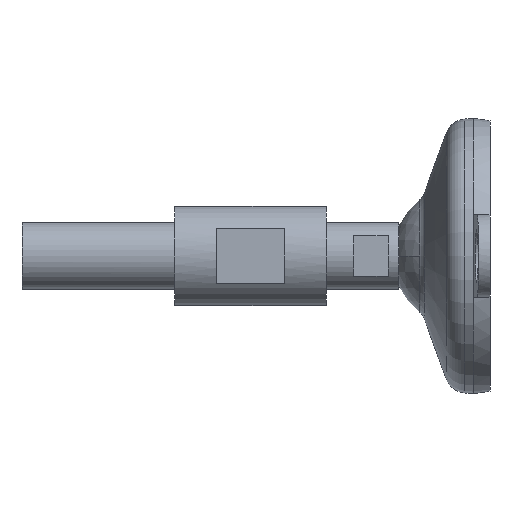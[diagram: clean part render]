
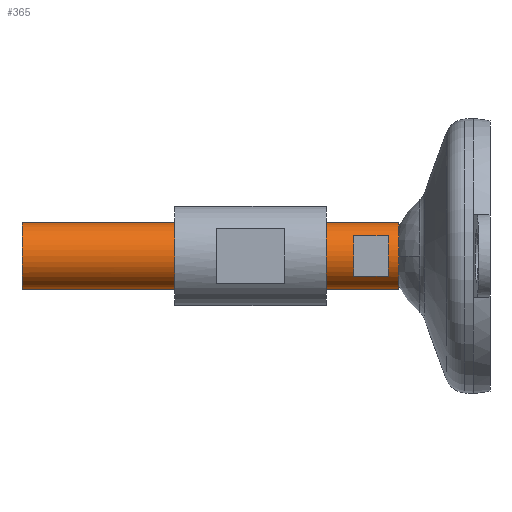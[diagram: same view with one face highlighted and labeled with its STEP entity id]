
A CAD part, left-side view. The second image highlights one B-rep face of the part: STEP entity #365.
In plain terms, the highlighted cylindrical face has radius 12 mm (diameter 24 mm), a partial arc.
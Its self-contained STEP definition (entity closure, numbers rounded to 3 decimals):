
#90 = VERTEX_POINT ( 'NONE', #1685 ) ;
#94 = CARTESIAN_POINT ( 'NONE',  ( 0., 0., 0. ) ) ;
#103 = ORIENTED_EDGE ( 'NONE', *, *, #916, .T. ) ;
#112 = CARTESIAN_POINT ( 'NONE',  ( 0., 49.5, 0. ) ) ;
#113 = EDGE_CURVE ( 'NONE', #1057, #444, #137, .T. ) ;
#122 = LINE ( 'NONE', #643, #979 ) ;
#137 = LINE ( 'NONE', #768, #1217 ) ;
#154 = AXIS2_PLACEMENT_3D ( 'NONE', #398, #1314, #1590 ) ;
#214 = VECTOR ( 'NONE', #752, 1000. ) ;
#234 = DIRECTION ( 'NONE',  ( 0., -1., 0. ) ) ;
#236 = EDGE_CURVE ( 'NONE', #444, #300, #513, .T. ) ;
#300 = VERTEX_POINT ( 'NONE', #942 ) ;
#327 = EDGE_LOOP ( 'NONE', ( #1242, #885, #1542, #661 ) ) ;
#357 = EDGE_CURVE ( 'NONE', #1055, #1346, #402, .T. ) ;
#365 = ADVANCED_FACE ( 'NONE', ( #995, #863 ), #1241, .T. ) ;
#387 = CARTESIAN_POINT ( 'NONE',  ( 0., 170., 0. ) ) ;
#398 = CARTESIAN_POINT ( 'NONE',  ( 0., 33.078, 0. ) ) ;
#402 = CIRCLE ( 'NONE', #1166, 12. ) ;
#419 = LINE ( 'NONE', #1336, #1223 ) ;
#444 = VERTEX_POINT ( 'NONE', #720 ) ;
#474 = EDGE_CURVE ( 'NONE', #90, #300, #122, .T. ) ;
#501 = DIRECTION ( 'NONE',  ( 0., -1., 0. ) ) ;
#513 = CIRCLE ( 'NONE', #154, 12. ) ;
#541 = AXIS2_PLACEMENT_3D ( 'NONE', #387, #501, #1027 ) ;
#590 = AXIS2_PLACEMENT_3D ( 'NONE', #94, #611, #1370 ) ;
#593 = CARTESIAN_POINT ( 'NONE',  ( -9.5, 37., 7.331 ) ) ;
#611 = DIRECTION ( 'NONE',  ( 0., -1., 0. ) ) ;
#629 = DIRECTION ( 'NONE',  ( 0., -1., 0. ) ) ;
#643 = CARTESIAN_POINT ( 'NONE',  ( 0., 0., -12. ) ) ;
#661 = ORIENTED_EDGE ( 'NONE', *, *, #236, .F. ) ;
#697 = CARTESIAN_POINT ( 'NONE',  ( 0., 37., 0. ) ) ;
#720 = CARTESIAN_POINT ( 'NONE',  ( 0., 33.078, 12. ) ) ;
#752 = DIRECTION ( 'NONE',  ( 0., 1., 0. ) ) ;
#757 = CIRCLE ( 'NONE', #541, 12. ) ;
#768 = CARTESIAN_POINT ( 'NONE',  ( 0., 0., 12. ) ) ;
#772 = EDGE_CURVE ( 'NONE', #955, #1055, #419, .T. ) ;
#861 = CARTESIAN_POINT ( 'NONE',  ( -9.5, 0., -7.331 ) ) ;
#863 = FACE_BOUND ( 'NONE', #1622, .T. ) ;
#878 = CARTESIAN_POINT ( 'NONE',  ( 0., 170., 12. ) ) ;
#885 = ORIENTED_EDGE ( 'NONE', *, *, #1618, .T. ) ;
#887 = DIRECTION ( 'NONE',  ( 0., 1., 0. ) ) ;
#916 = EDGE_CURVE ( 'NONE', #1346, #1598, #1247, .T. ) ;
#927 = EDGE_CURVE ( 'NONE', #1598, #955, #1472, .T. ) ;
#938 = CARTESIAN_POINT ( 'NONE',  ( -9.5, 37., -7.331 ) ) ;
#942 = CARTESIAN_POINT ( 'NONE',  ( 0., 33.078, -12. ) ) ;
#955 = VERTEX_POINT ( 'NONE', #1288 ) ;
#979 = VECTOR ( 'NONE', #629, 1000. ) ;
#995 = FACE_OUTER_BOUND ( 'NONE', #327, .T. ) ;
#1005 = DIRECTION ( 'NONE',  ( 0., 0., -1. ) ) ;
#1027 = DIRECTION ( 'NONE',  ( 0., 0., -1. ) ) ;
#1030 = DIRECTION ( 'NONE',  ( 0., 0., 1. ) ) ;
#1049 = CARTESIAN_POINT ( 'NONE',  ( -9.5, 49.5, -7.331 ) ) ;
#1055 = VERTEX_POINT ( 'NONE', #593 ) ;
#1057 = VERTEX_POINT ( 'NONE', #878 ) ;
#1166 = AXIS2_PLACEMENT_3D ( 'NONE', #697, #1619, #1005 ) ;
#1217 = VECTOR ( 'NONE', #234, 1000. ) ;
#1223 = VECTOR ( 'NONE', #1464, 1000. ) ;
#1241 = CYLINDRICAL_SURFACE ( 'NONE', #590, 12. ) ;
#1242 = ORIENTED_EDGE ( 'NONE', *, *, #113, .F. ) ;
#1247 = LINE ( 'NONE', #861, #214 ) ;
#1288 = CARTESIAN_POINT ( 'NONE',  ( -9.5, 49.5, 7.331 ) ) ;
#1309 = ORIENTED_EDGE ( 'NONE', *, *, #772, .T. ) ;
#1314 = DIRECTION ( 'NONE',  ( 0., -1., 0. ) ) ;
#1336 = CARTESIAN_POINT ( 'NONE',  ( -9.5, 0., 7.331 ) ) ;
#1346 = VERTEX_POINT ( 'NONE', #938 ) ;
#1370 = DIRECTION ( 'NONE',  ( 0., 0., -1. ) ) ;
#1464 = DIRECTION ( 'NONE',  ( 0., -1., 0. ) ) ;
#1472 = CIRCLE ( 'NONE', #1500, 12. ) ;
#1500 = AXIS2_PLACEMENT_3D ( 'NONE', #112, #887, #1030 ) ;
#1501 = ORIENTED_EDGE ( 'NONE', *, *, #357, .T. ) ;
#1542 = ORIENTED_EDGE ( 'NONE', *, *, #474, .T. ) ;
#1590 = DIRECTION ( 'NONE',  ( 0., 0., -1. ) ) ;
#1598 = VERTEX_POINT ( 'NONE', #1049 ) ;
#1618 = EDGE_CURVE ( 'NONE', #1057, #90, #757, .T. ) ;
#1619 = DIRECTION ( 'NONE',  ( 0., -1., 0. ) ) ;
#1622 = EDGE_LOOP ( 'NONE', ( #103, #1677, #1309, #1501 ) ) ;
#1677 = ORIENTED_EDGE ( 'NONE', *, *, #927, .T. ) ;
#1685 = CARTESIAN_POINT ( 'NONE',  ( 0., 170., -12. ) ) ;
